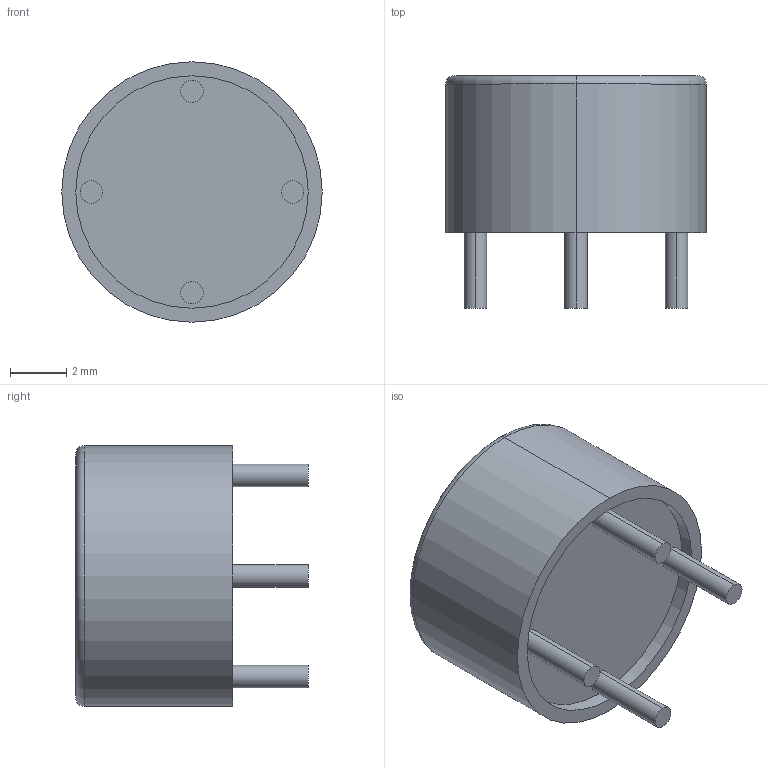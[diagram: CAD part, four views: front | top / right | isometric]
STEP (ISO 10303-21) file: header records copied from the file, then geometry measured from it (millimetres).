
FILE_DESCRIPTION (( 'STEP AP214' ), '1' );
FILE_NAME ('W00AR5, WOG, WOB, WOBM, WOM___WOB__.STEP', '2023-03-01T14:01:14', ( '' ), ( '' ), 'SwSTEP 2.0', 'SolidWorks 2020', '' );
FILE_SCHEMA (( 'AUTOMOTIVE_DESIGN' ));
Length unit declared in the file: millimetre
Products named in the file (1): W00AR5, WOG, WOB, WOBM, WOM___WOB__
Bounding box: 9.3 x 8.3 x 9.3 mm (x, y, z)
Volume: 359.2 mm3; surface area: 341.5 mm2
Topology: 1 solids, 1 shells, 179 faces, 463 edges, 308 vertices
Faces by surface type: plane 121, bspline 44, cylinder 12, torus 2
Entity records: 8772 total; most frequent: CARTESIAN_POINT 2659, ORIENTED_EDGE 926, DIRECTION 675, EDGE_CURVE 463, LINE 347, VECTOR 347, VERTEX_POINT 308, EDGE_LOOP 201
